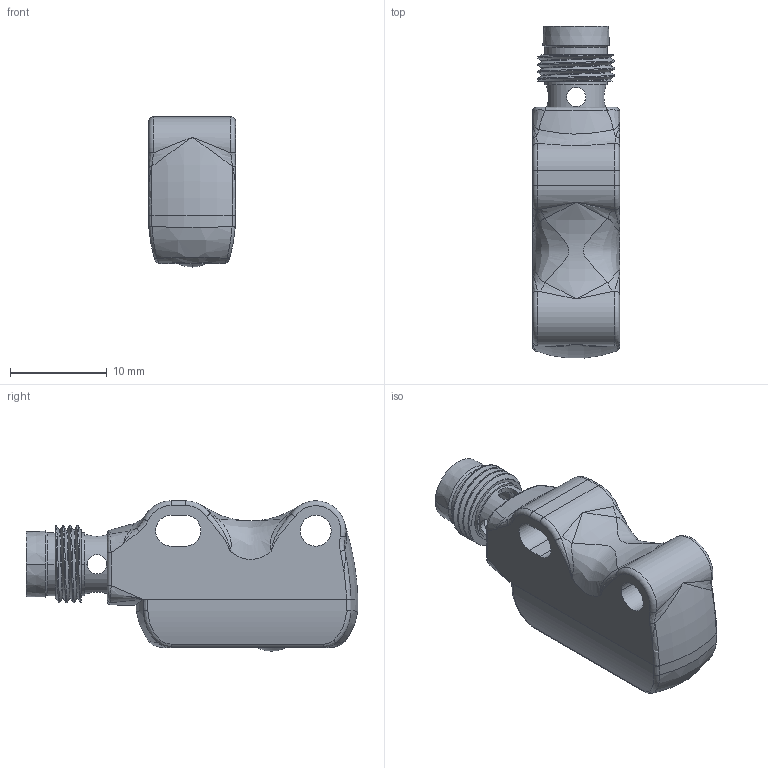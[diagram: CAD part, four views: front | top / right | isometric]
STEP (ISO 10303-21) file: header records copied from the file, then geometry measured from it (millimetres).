
FILE_DESCRIPTION((''),'2;1');
FILE_NAME('149860_SM01_ASM','2025-08-19T14:09:12',('banengservice'),('BANNER ENGINEERING'),'CREO PARAMETRIC BY PTC INC, 2022414','CREO PARAMETRIC BY PTC INC, 2022414','');
FILE_SCHEMA(('CONFIG_CONTROL_DESIGN'));
Length unit declared in the file: millimetre
Products named in the file (2): 149860_EP01; 149860_SM01_ASM
Assembly tree (1 placements, depth 2):
  149860_SM01_ASM
    149860_EP01
Bounding box: 9.03 x 34.39 x 15.58 mm (x, y, z)
Volume: 2762.4 mm3; surface area: 1873.8 mm2
Topology: 1 solids, 1 shells, 145 faces, 347 edges, 203 vertices
Faces by surface type: bspline 58, cylinder 42, plane 24, torus 15, cone 4, sphere 2
Entity records: 8498 total; most frequent: CARTESIAN_POINT 5529, ORIENTED_EDGE 686, DIRECTION 488, EDGE_CURVE 343, AXIS2_PLACEMENT_3D 203, VERTEX_POINT 203, EDGE_LOOP 160, B_SPLINE_CURVE_WITH_KNOTS 148
